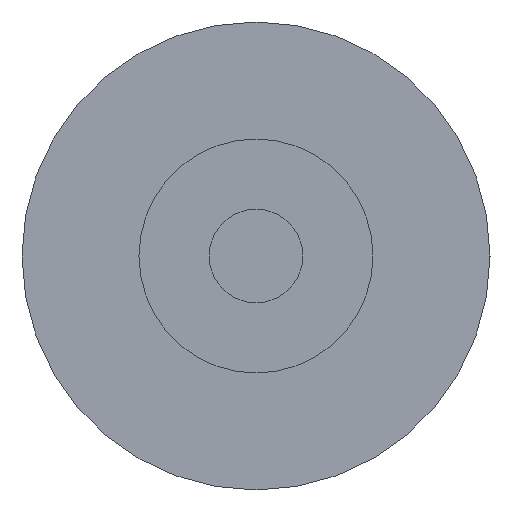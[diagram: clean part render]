
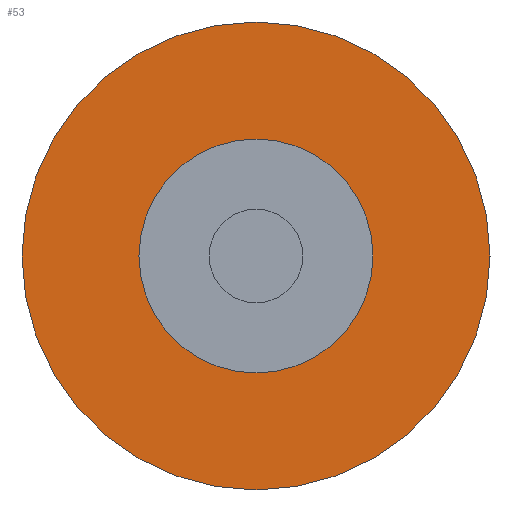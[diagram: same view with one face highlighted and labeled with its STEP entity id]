
A CAD part, left-side view. The second image highlights one B-rep face of the part: STEP entity #53.
In plain terms, the highlighted planar face has unit normal (-1, 0, 0).
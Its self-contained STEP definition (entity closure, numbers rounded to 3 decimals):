
#53=ADVANCED_FACE('',(#110,#111),#112,.T.);
#110=FACE_OUTER_BOUND('',#170,.T.);
#111=FACE_BOUND('',#171,.T.);
#112=PLANE('',#172);
#170=EDGE_LOOP('',(#253,#254));
#171=EDGE_LOOP('',(#255,#256));
#172=AXIS2_PLACEMENT_3D('',#257,#258,#259);
#253=ORIENTED_EDGE('',*,*,#353,.T.);
#254=ORIENTED_EDGE('',*,*,#358,.T.);
#255=ORIENTED_EDGE('',*,*,#359,.F.);
#256=ORIENTED_EDGE('',*,*,#346,.F.);
#257=CARTESIAN_POINT('',(-522.5,0.0,0.0));
#258=DIRECTION('',(-1.0,0.0,0.0));
#259=DIRECTION('',(0.0,-1.0,0.0));
#346=EDGE_CURVE('',#404,#407,#408,.T.);
#353=EDGE_CURVE('',#414,#418,#420,.T.);
#358=EDGE_CURVE('',#418,#414,#425,.T.);
#359=EDGE_CURVE('',#407,#404,#426,.T.);
#404=VERTEX_POINT('',#477);
#407=VERTEX_POINT('',#481);
#408=CIRCLE('',#482,10.0);
#414=VERTEX_POINT('',#489);
#418=VERTEX_POINT('',#494);
#420=CIRCLE('',#497,20.0);
#425=CIRCLE('',#502,20.0);
#426=CIRCLE('',#503,10.0);
#477=CARTESIAN_POINT('',(-522.5,-10.0,0.));
#481=CARTESIAN_POINT('',(-522.5,10.0,0.));
#482=AXIS2_PLACEMENT_3D('',#545,#546,#547);
#489=CARTESIAN_POINT('',(-522.5,-20.0,0.0));
#494=CARTESIAN_POINT('',(-522.5,20.0,0.));
#497=AXIS2_PLACEMENT_3D('',#557,#558,#559);
#502=AXIS2_PLACEMENT_3D('',#566,#567,#568);
#503=AXIS2_PLACEMENT_3D('',#569,#570,#571);
#545=CARTESIAN_POINT('',(-522.5,0.0,0.0));
#546=DIRECTION('',(-1.0,0.0,0.0));
#547=DIRECTION('',(0.0,-1.0,0.0));
#557=CARTESIAN_POINT('',(-522.5,0.0,0.0));
#558=DIRECTION('',(-1.0,0.0,0.0));
#559=DIRECTION('',(0.0,-1.0,0.0));
#566=CARTESIAN_POINT('',(-522.5,0.0,0.0));
#567=DIRECTION('',(-1.0,0.0,0.0));
#568=DIRECTION('',(0.0,-1.0,0.0));
#569=CARTESIAN_POINT('',(-522.5,0.0,0.0));
#570=DIRECTION('',(-1.0,0.0,0.0));
#571=DIRECTION('',(0.0,-1.0,0.0));
